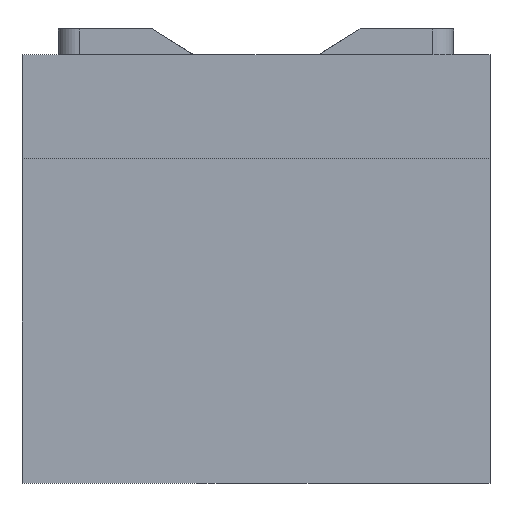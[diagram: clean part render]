
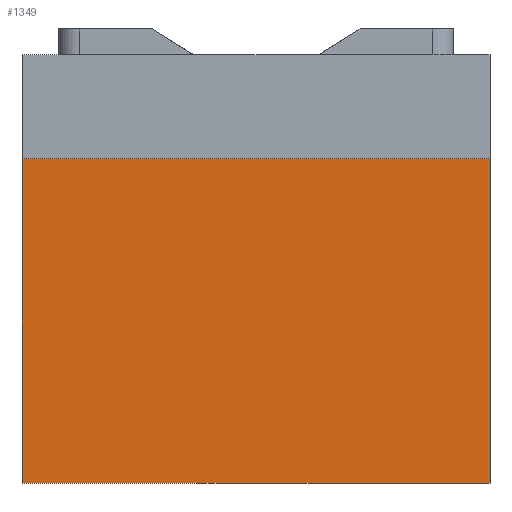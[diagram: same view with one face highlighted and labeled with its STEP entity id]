
A CAD part, front view. The second image highlights one B-rep face of the part: STEP entity #1349.
In plain terms, the highlighted planar face has unit normal (0, -1, 0).
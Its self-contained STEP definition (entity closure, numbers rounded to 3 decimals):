
#7 = PLANE ( 'NONE',  #2247 ) ;
#81 = EDGE_LOOP ( 'NONE', ( #889, #1237, #1765, #2305 ) ) ;
#419 = VERTEX_POINT ( 'NONE', #2613 ) ;
#492 = CARTESIAN_POINT ( 'NONE',  ( -18.001, -31.601, -10. ) ) ;
#507 = VECTOR ( 'NONE', #1889, 1000. ) ;
#741 = EDGE_CURVE ( 'NONE', #3147, #795, #776, .T. ) ;
#776 = LINE ( 'NONE', #3374, #507 ) ;
#795 = VERTEX_POINT ( 'NONE', #1671 ) ;
#889 = ORIENTED_EDGE ( 'NONE', *, *, #914, .T. ) ;
#914 = EDGE_CURVE ( 'NONE', #3147, #419, #2572, .T. ) ;
#1019 = VERTEX_POINT ( 'NONE', #2421 ) ;
#1205 = CARTESIAN_POINT ( 'NONE',  ( -18.001, -31.601, -33.93 ) ) ;
#1237 = ORIENTED_EDGE ( 'NONE', *, *, #2366, .T. ) ;
#1349 = ADVANCED_FACE ( 'NONE', ( #1804 ), #7, .F. ) ;
#1436 = CARTESIAN_POINT ( 'NONE',  ( 18., -31.601, -33.93 ) ) ;
#1671 = CARTESIAN_POINT ( 'NONE',  ( -18., -31.601, -10. ) ) ;
#1765 = ORIENTED_EDGE ( 'NONE', *, *, #3229, .F. ) ;
#1804 = FACE_OUTER_BOUND ( 'NONE', #81, .T. ) ;
#1889 = DIRECTION ( 'NONE',  ( 0., 0., 1. ) ) ;
#2096 = DIRECTION ( 'NONE',  ( 0., 1., 0. ) ) ;
#2247 = AXIS2_PLACEMENT_3D ( 'NONE', #1205, #2096, #3296 ) ;
#2278 = DIRECTION ( 'NONE',  ( 1., 0., 0. ) ) ;
#2305 = ORIENTED_EDGE ( 'NONE', *, *, #741, .F. ) ;
#2336 = VECTOR ( 'NONE', #2536, 1000. ) ;
#2366 = EDGE_CURVE ( 'NONE', #419, #1019, #2591, .T. ) ;
#2421 = CARTESIAN_POINT ( 'NONE',  ( 18., -31.601, -10. ) ) ;
#2536 = DIRECTION ( 'NONE',  ( 1., 0., 0. ) ) ;
#2572 = LINE ( 'NONE', #3766, #3811 ) ;
#2591 = LINE ( 'NONE', #1436, #3513 ) ;
#2613 = CARTESIAN_POINT ( 'NONE',  ( 18., -31.601, -34.93 ) ) ;
#3146 = CARTESIAN_POINT ( 'NONE',  ( -18., -31.601, -34.93 ) ) ;
#3147 = VERTEX_POINT ( 'NONE', #3146 ) ;
#3229 = EDGE_CURVE ( 'NONE', #795, #1019, #3500, .T. ) ;
#3296 = DIRECTION ( 'NONE',  ( 0., 0., 1. ) ) ;
#3374 = CARTESIAN_POINT ( 'NONE',  ( -18., -31.601, -33.93 ) ) ;
#3500 = LINE ( 'NONE', #492, #2336 ) ;
#3513 = VECTOR ( 'NONE', #3549, 1000. ) ;
#3549 = DIRECTION ( 'NONE',  ( 0., 0., 1. ) ) ;
#3766 = CARTESIAN_POINT ( 'NONE',  ( -18.001, -31.601, -34.93 ) ) ;
#3811 = VECTOR ( 'NONE', #2278, 1000. ) ;
